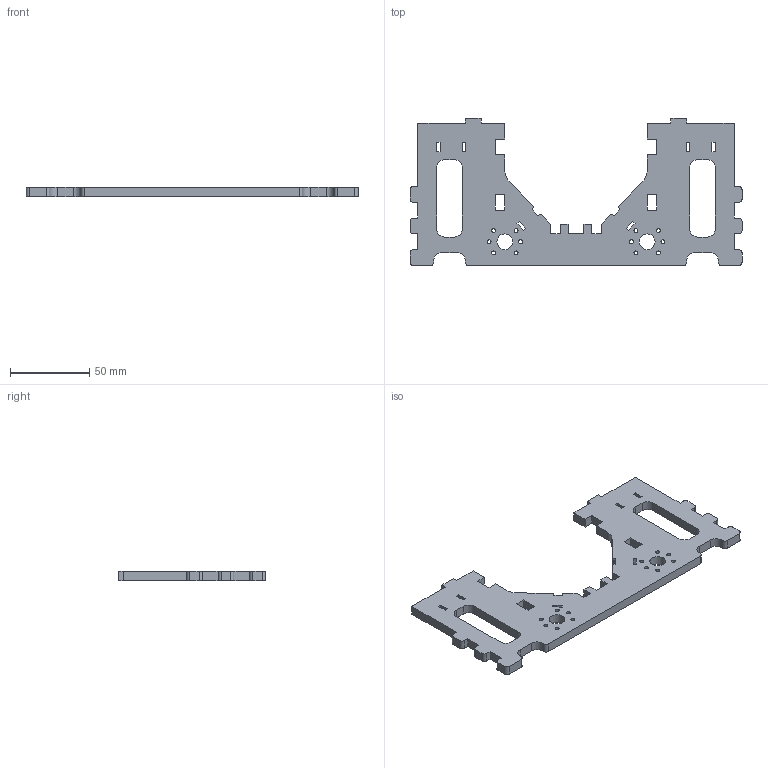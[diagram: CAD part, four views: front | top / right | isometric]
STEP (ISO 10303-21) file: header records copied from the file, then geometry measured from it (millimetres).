
FILE_DESCRIPTION(/* description */ (''),/* implementation_level */ '2;1');
FILE_NAME(/* name */ 'Bulkhead.stp',/* time_stamp */ '2015-01-16T15:55:14-08:00',/* author */ ('Evil Brian'),/* organization */ (''),/* preprocessor_version */ 'ST-DEVELOPER v15.6',/* originating_system */ 'Autodesk Inventor 2015',/* authorisation */ '');
FILE_SCHEMA (('AUTOMOTIVE_DESIGN { 1 0 10303 214 3 1 1 }'));
Length unit declared in the file: millimetre
Products named in the file (1): Bulkhead
Bounding box: 210 x 93 x 6 mm (x, y, z)
Volume: 65716.1 mm3; surface area: 30188.5 mm2
Topology: 1 solids, 1 shells, 166 faces, 492 edges, 328 vertices
Faces by surface type: plane 114, cylinder 52
Full cylindrical faces by diameter (mm): 2.5 x12, 10 x2
Entity records: 5590 total; most frequent: CARTESIAN_POINT 973, ORIENTED_EDGE 956, DIRECTION 916, EDGE_CURVE 478, LINE 374, VECTOR 374, VERTEX_POINT 328, AXIS2_PLACEMENT_3D 271
